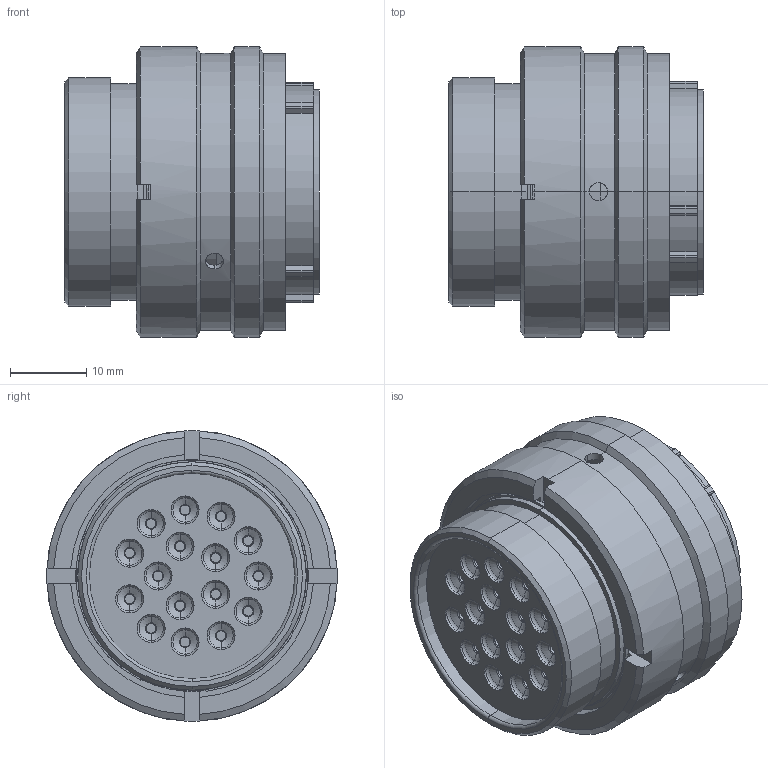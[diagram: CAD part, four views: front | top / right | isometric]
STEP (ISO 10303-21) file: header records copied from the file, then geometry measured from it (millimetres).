
FILE_DESCRIPTION (( 'STEP AP214' ), '1' );
FILE_NAME ('AS620-16PN.STEP', '2016-09-06T07:38:49', ( '' ), ( '' ), 'SwSTEP 2.0', 'SolidWorks 2014', '' );
FILE_SCHEMA (( 'AUTOMOTIVE_DESIGN' ));
Length unit declared in the file: millimetre
Products named in the file (1): AS620-16PN
Bounding box: 33.37 x 38.1 x 38.1 mm (x, y, z)
Volume: 18041.1 mm3; surface area: 15089.2 mm2
Topology: 1 solids, 49 shells, 1510 faces, 3136 edges, 1845 vertices
Faces by surface type: cylinder 496, torus 482, plane 285, cone 236, bspline 9, sphere 2
Entity records: 59300 total; most frequent: CARTESIAN_POINT 9610, DIRECTION 8234, ORIENTED_EDGE 6208, AXIS2_PLACEMENT_3D 3702, EDGE_CURVE 3104, CIRCLE 2200, VERTEX_POINT 1845, EDGE_LOOP 1741
